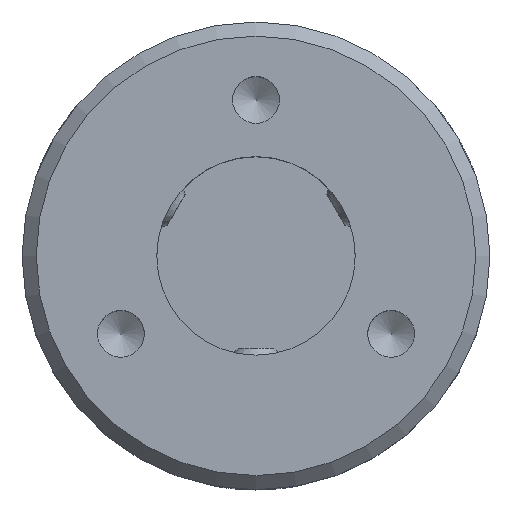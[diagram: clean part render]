
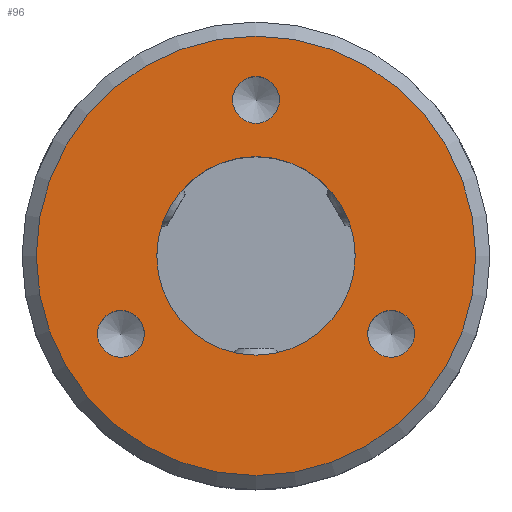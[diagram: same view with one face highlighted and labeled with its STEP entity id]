
A CAD part, top view. The second image highlights one B-rep face of the part: STEP entity #96.
In plain terms, the highlighted planar face has unit normal (0, 0, 1).
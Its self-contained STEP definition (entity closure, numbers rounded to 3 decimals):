
#96=ADVANCED_FACE('',(#141,#142,#143,#144,#145),#129,.F.);
#129=PLANE('',#459);
#141=FACE_BOUND('',#216,.T.);
#142=FACE_BOUND('',#217,.T.);
#143=FACE_BOUND('',#218,.T.);
#144=FACE_BOUND('',#219,.T.);
#145=FACE_BOUND('',#220,.T.);
#216=EDGE_LOOP('',(#280));
#217=EDGE_LOOP('',(#281));
#218=EDGE_LOOP('',(#282));
#219=EDGE_LOOP('',(#283));
#220=EDGE_LOOP('',(#284));
#280=ORIENTED_EDGE('',*,*,#395,.T.);
#281=ORIENTED_EDGE('',*,*,#396,.T.);
#282=ORIENTED_EDGE('',*,*,#397,.T.);
#283=ORIENTED_EDGE('',*,*,#398,.T.);
#284=ORIENTED_EDGE('',*,*,#399,.T.);
#344=VERTEX_POINT('',#635);
#345=VERTEX_POINT('',#637);
#346=VERTEX_POINT('',#639);
#347=VERTEX_POINT('',#641);
#348=VERTEX_POINT('',#643);
#395=EDGE_CURVE('',#344,#344,#427,.T.);
#396=EDGE_CURVE('',#345,#345,#428,.T.);
#397=EDGE_CURVE('',#346,#346,#429,.T.);
#398=EDGE_CURVE('',#347,#347,#430,.T.);
#399=EDGE_CURVE('',#348,#348,#431,.T.);
#427=CIRCLE('',#454,15.5);
#428=CIRCLE('',#455,1.65);
#429=CIRCLE('',#456,1.65);
#430=CIRCLE('',#457,1.65);
#431=CIRCLE('',#458,7.);
#454=AXIS2_PLACEMENT_3D('',#634,#515,#516);
#455=AXIS2_PLACEMENT_3D('',#636,#517,#518);
#456=AXIS2_PLACEMENT_3D('',#638,#519,#520);
#457=AXIS2_PLACEMENT_3D('',#640,#521,#522);
#458=AXIS2_PLACEMENT_3D('',#642,#523,#524);
#459=AXIS2_PLACEMENT_3D('',#644,#525,#526);
#515=DIRECTION('',(0.,0.,1.));
#516=DIRECTION('',(1.,0.,0.));
#517=DIRECTION('',(0.,0.,-1.));
#518=DIRECTION('',(-1.,0.,0.));
#519=DIRECTION('',(0.,0.,-1.));
#520=DIRECTION('',(0.5,-0.866,0.));
#521=DIRECTION('',(0.,0.,-1.));
#522=DIRECTION('',(0.5,0.866,0.));
#523=DIRECTION('',(0.,0.,-1.));
#524=DIRECTION('',(-1.,0.,0.));
#525=DIRECTION('',(0.,0.,-1.));
#526=DIRECTION('',(-1.,0.,0.));
#634=CARTESIAN_POINT('',(0.,0.,16.));
#635=CARTESIAN_POINT('',(15.5,0.,16.));
#636=CARTESIAN_POINT('',(0.,11.,16.));
#637=CARTESIAN_POINT('',(-1.65,11.,16.));
#638=CARTESIAN_POINT('',(-9.526,-5.5,16.));
#639=CARTESIAN_POINT('',(-8.701,-6.929,16.));
#640=CARTESIAN_POINT('',(9.526,-5.5,16.));
#641=CARTESIAN_POINT('',(10.351,-4.071,16.));
#642=CARTESIAN_POINT('',(0.,0.,16.));
#643=CARTESIAN_POINT('',(-7.,0.,16.));
#644=CARTESIAN_POINT('',(0.,15.5,16.));
